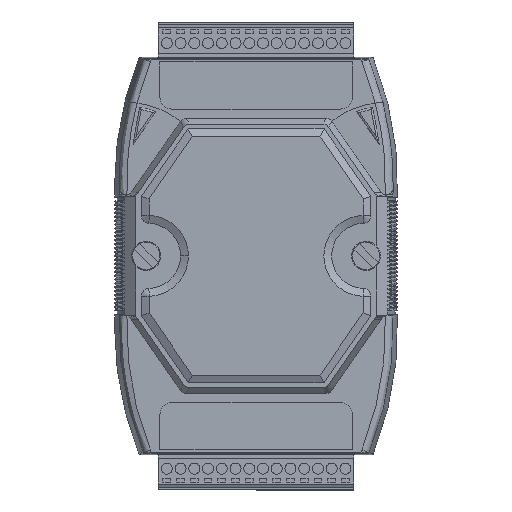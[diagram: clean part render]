
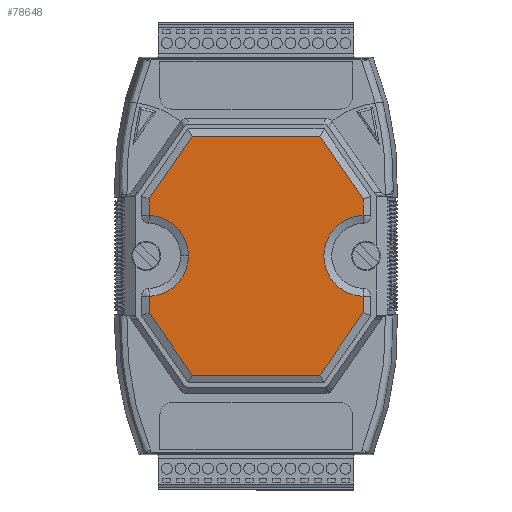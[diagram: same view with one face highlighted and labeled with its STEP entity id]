
A CAD part, top view. The second image highlights one B-rep face of the part: STEP entity #78648.
In plain terms, the highlighted planar face has unit normal (0, 0, 1).
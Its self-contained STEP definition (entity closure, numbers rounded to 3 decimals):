
#725 = CARTESIAN_POINT ( 'NONE',  ( -27.55, 0., 13.9 ) ) ;
#1001 = ORIENTED_EDGE ( 'NONE', *, *, #103792, .T. ) ;
#2303 = CARTESIAN_POINT ( 'NONE',  ( -17.305, 30.35, 13.9 ) ) ;
#2877 = VERTEX_POINT ( 'NONE', #52792 ) ;
#3971 = VERTEX_POINT ( 'NONE', #40997 ) ;
#3986 = ORIENTED_EDGE ( 'NONE', *, *, #54134, .T. ) ;
#4963 = CARTESIAN_POINT ( 'NONE',  ( 17.305, -30.35, 13.9 ) ) ;
#5725 = CARTESIAN_POINT ( 'NONE',  ( 27.25, -10.296, 13.9 ) ) ;
#6437 = CARTESIAN_POINT ( 'NONE',  ( 27.25, -10.296, 13.9 ) ) ;
#7011 = DIRECTION ( 'NONE',  ( 0., 0., 1. ) ) ;
#7524 = VERTEX_POINT ( 'NONE', #104121 ) ;
#7801 = ORIENTED_EDGE ( 'NONE', *, *, #53072, .T. ) ;
#9668 = DIRECTION ( 'NONE',  ( 1., 0., 0. ) ) ;
#11597 = LINE ( 'NONE', #6437, #76834 ) ;
#12541 = EDGE_CURVE ( 'NONE', #7524, #2877, #102065, .T. ) ;
#12611 = VECTOR ( 'NONE', #33535, 1000. ) ;
#14749 = CARTESIAN_POINT ( 'NONE',  ( 16.259, -30.35, 13.9 ) ) ;
#15475 = VERTEX_POINT ( 'NONE', #90091 ) ;
#17472 = AXIS2_PLACEMENT_3D ( 'NONE', #725, #62825, #9668 ) ;
#18118 = EDGE_LOOP ( 'NONE', ( #7801, #32056, #81864, #3986, #102305, #75478, #64133, #101550, #71823, #1001, #102552, #54567, #107797 ) ) ;
#18220 = LINE ( 'NONE', #68869, #12611 ) ;
#18385 = CARTESIAN_POINT ( 'NONE',  ( 27.608, -14.021, 13.9 ) ) ;
#22590 = VERTEX_POINT ( 'NONE', #70644 ) ;
#23037 = LINE ( 'NONE', #93507, #91063 ) ;
#23858 = DIRECTION ( 'NONE',  ( 0., 0., -1. ) ) ;
#24090 = AXIS2_PLACEMENT_3D ( 'NONE', #51258, #7011, #69127 ) ;
#26583 = CIRCLE ( 'NONE', #17472, 10.3 ) ;
#26584 = VECTOR ( 'NONE', #35331, 1000. ) ;
#27043 = CARTESIAN_POINT ( 'NONE',  ( -27.608, 14.021, 13.9 ) ) ;
#27321 = DIRECTION ( 'NONE',  ( 0.571, 0.821, 0. ) ) ;
#28695 = VERTEX_POINT ( 'NONE', #39241 ) ;
#29551 = DIRECTION ( 'NONE',  ( -1., 0., 0. ) ) ;
#30274 = EDGE_CURVE ( 'NONE', #64958, #83312, #69652, .T. ) ;
#30418 = DIRECTION ( 'NONE',  ( 0., 0., -1. ) ) ;
#31033 = VERTEX_POINT ( 'NONE', #100987 ) ;
#31380 = DIRECTION ( 'NONE',  ( 0.571, -0.821, 0. ) ) ;
#31916 = EDGE_CURVE ( 'NONE', #111711, #64958, #56518, .T. ) ;
#32056 = ORIENTED_EDGE ( 'NONE', *, *, #57330, .T. ) ;
#33535 = DIRECTION ( 'NONE',  ( 0., -1., 0. ) ) ;
#35331 = DIRECTION ( 'NONE',  ( 0., -1., 0. ) ) ;
#35552 = DIRECTION ( 'NONE',  ( -0.571, -0.821, 0. ) ) ;
#35619 = CARTESIAN_POINT ( 'NONE',  ( 27.25, 14.536, 13.9 ) ) ;
#39241 = CARTESIAN_POINT ( 'NONE',  ( 27.25, 10.296, 13.9 ) ) ;
#40997 = CARTESIAN_POINT ( 'NONE',  ( -27.25, -14.536, 13.9 ) ) ;
#43312 = EDGE_CURVE ( 'NONE', #57411, #28695, #49403, .T. ) ;
#43871 = LINE ( 'NONE', #4963, #88284 ) ;
#46039 = CARTESIAN_POINT ( 'NONE',  ( 38.887, -2.208, 13.9 ) ) ;
#46568 = EDGE_CURVE ( 'NONE', #15475, #57411, #11597, .T. ) ;
#47581 = EDGE_CURVE ( 'NONE', #28695, #111711, #93342, .T. ) ;
#49345 = AXIS2_PLACEMENT_3D ( 'NONE', #76972, #23858, #85921 ) ;
#49403 = CIRCLE ( 'NONE', #49345, 10.3 ) ;
#50588 = VERTEX_POINT ( 'NONE', #14749 ) ;
#50707 = LINE ( 'NONE', #27043, #95207 ) ;
#51258 = CARTESIAN_POINT ( 'NONE',  ( 27.25, -10.296, 13.9 ) ) ;
#52792 = CARTESIAN_POINT ( 'NONE',  ( -17.25, 0., 13.9 ) ) ;
#52914 = LINE ( 'NONE', #88519, #26584 ) ;
#53072 = EDGE_CURVE ( 'NONE', #31033, #3971, #52914, .T. ) ;
#54134 = EDGE_CURVE ( 'NONE', #50588, #15475, #90252, .T. ) ;
#54567 = ORIENTED_EDGE ( 'NONE', *, *, #12541, .T. ) ;
#54896 = DIRECTION ( 'NONE',  ( -0.571, 0.821, 0. ) ) ;
#56518 = LINE ( 'NONE', #46039, #59281 ) ;
#57330 = EDGE_CURVE ( 'NONE', #3971, #22590, #23037, .T. ) ;
#57364 = EDGE_CURVE ( 'NONE', #22590, #50588, #43871, .T. ) ;
#57411 = VERTEX_POINT ( 'NONE', #5725 ) ;
#59281 = VECTOR ( 'NONE', #54896, 1000. ) ;
#62825 = DIRECTION ( 'NONE',  ( 0., 0., -1. ) ) ;
#64133 = ORIENTED_EDGE ( 'NONE', *, *, #47581, .T. ) ;
#64958 = VERTEX_POINT ( 'NONE', #112002 ) ;
#66611 = VECTOR ( 'NONE', #27321, 1000. ) ;
#68002 = EDGE_CURVE ( 'NONE', #75694, #7524, #18220, .T. ) ;
#68869 = CARTESIAN_POINT ( 'NONE',  ( -27.25, 10.296, 13.9 ) ) ;
#69127 = DIRECTION ( 'NONE',  ( 1., 0., 0. ) ) ;
#69652 = LINE ( 'NONE', #2303, #84893 ) ;
#70188 = CARTESIAN_POINT ( 'NONE',  ( 27.25, -10.296, 13.9 ) ) ;
#70644 = CARTESIAN_POINT ( 'NONE',  ( -16.259, -30.35, 13.9 ) ) ;
#71823 = ORIENTED_EDGE ( 'NONE', *, *, #30274, .T. ) ;
#74878 = FACE_OUTER_BOUND ( 'NONE', #18118, .T. ) ;
#75478 = ORIENTED_EDGE ( 'NONE', *, *, #43312, .T. ) ;
#75580 = AXIS2_PLACEMENT_3D ( 'NONE', #83589, #30418, #92506 ) ;
#75694 = VERTEX_POINT ( 'NONE', #115187 ) ;
#76834 = VECTOR ( 'NONE', #77462, 1000. ) ;
#76972 = CARTESIAN_POINT ( 'NONE',  ( 27.55, 0., 13.9 ) ) ;
#77462 = DIRECTION ( 'NONE',  ( 0., 1., 0. ) ) ;
#78648 = ADVANCED_FACE ( 'NONE', ( #74878 ), #113427, .T. ) ;
#79100 = DIRECTION ( 'NONE',  ( 0., 1., 0. ) ) ;
#81864 = ORIENTED_EDGE ( 'NONE', *, *, #57364, .T. ) ;
#83312 = VERTEX_POINT ( 'NONE', #108673 ) ;
#83589 = CARTESIAN_POINT ( 'NONE',  ( -27.55, 0., 13.9 ) ) ;
#84893 = VECTOR ( 'NONE', #29551, 1000. ) ;
#85921 = DIRECTION ( 'NONE',  ( 1., 0., 0. ) ) ;
#88284 = VECTOR ( 'NONE', #93892, 1000. ) ;
#88519 = CARTESIAN_POINT ( 'NONE',  ( -27.25, -10.296, 13.9 ) ) ;
#88563 = EDGE_CURVE ( 'NONE', #2877, #31033, #26583, .T. ) ;
#90091 = CARTESIAN_POINT ( 'NONE',  ( 27.25, -14.536, 13.9 ) ) ;
#90252 = LINE ( 'NONE', #18385, #66611 ) ;
#91063 = VECTOR ( 'NONE', #31380, 1000. ) ;
#92506 = DIRECTION ( 'NONE',  ( 1., 0., 0. ) ) ;
#93342 = LINE ( 'NONE', #70188, #114232 ) ;
#93507 = CARTESIAN_POINT ( 'NONE',  ( -11.486, -37.218, 13.9 ) ) ;
#93892 = DIRECTION ( 'NONE',  ( 1., 0., 0. ) ) ;
#95207 = VECTOR ( 'NONE', #35552, 1000. ) ;
#100987 = CARTESIAN_POINT ( 'NONE',  ( -27.25, -10.296, 13.9 ) ) ;
#101550 = ORIENTED_EDGE ( 'NONE', *, *, #31916, .T. ) ;
#102065 = CIRCLE ( 'NONE', #75580, 10.3 ) ;
#102305 = ORIENTED_EDGE ( 'NONE', *, *, #46568, .T. ) ;
#102552 = ORIENTED_EDGE ( 'NONE', *, *, #68002, .T. ) ;
#103792 = EDGE_CURVE ( 'NONE', #83312, #75694, #50707, .T. ) ;
#104121 = CARTESIAN_POINT ( 'NONE',  ( -27.25, 10.296, 13.9 ) ) ;
#107797 = ORIENTED_EDGE ( 'NONE', *, *, #88563, .T. ) ;
#108673 = CARTESIAN_POINT ( 'NONE',  ( -16.259, 30.35, 13.9 ) ) ;
#111711 = VERTEX_POINT ( 'NONE', #35619 ) ;
#112002 = CARTESIAN_POINT ( 'NONE',  ( 16.259, 30.35, 13.9 ) ) ;
#113427 = PLANE ( 'NONE',  #24090 ) ;
#114232 = VECTOR ( 'NONE', #79100, 1000. ) ;
#115187 = CARTESIAN_POINT ( 'NONE',  ( -27.25, 14.536, 13.9 ) ) ;
